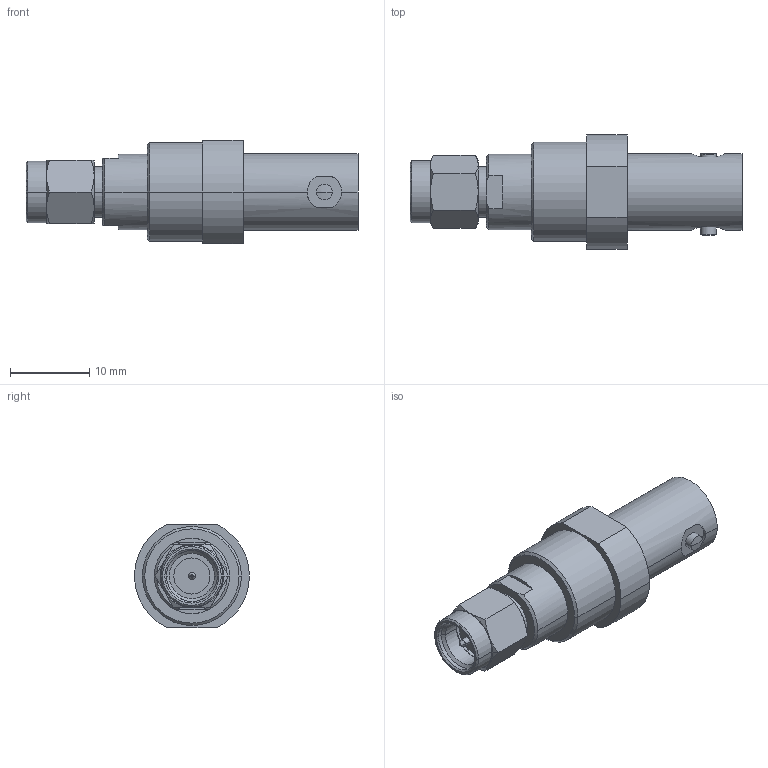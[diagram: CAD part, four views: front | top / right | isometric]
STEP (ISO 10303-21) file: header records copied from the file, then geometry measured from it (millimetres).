
FILE_DESCRIPTION (( 'STEP AP214' ), '1' );
FILE_NAME ('PE8278_3D.STEP', '2022-01-26T16:52:10', ( '' ), ( '' ), 'SwSTEP 2.0', 'SolidWorks 2021', '' );
FILE_SCHEMA (( 'AUTOMOTIVE_DESIGN' ));
Length unit declared in the file: millimetre
Products named in the file (1): PE8278_3D
Bounding box: 41.9 x 14.47 x 13 mm (x, y, z)
Volume: 3134.1 mm3; surface area: 2118.1 mm2
Topology: 1 solids, 1 shells, 106 faces, 233 edges, 142 vertices
Faces by surface type: cylinder 37, cone 36, plane 27, torus 4, sphere 2
Entity records: 3343 total; most frequent: CARTESIAN_POINT 993, DIRECTION 500, ORIENTED_EDGE 466, EDGE_CURVE 233, AXIS2_PLACEMENT_3D 212, VERTEX_POINT 142, EDGE_LOOP 119, FACE_OUTER_BOUND 106
